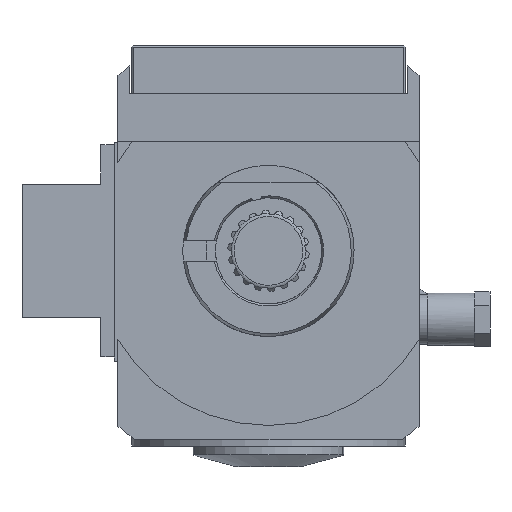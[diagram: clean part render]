
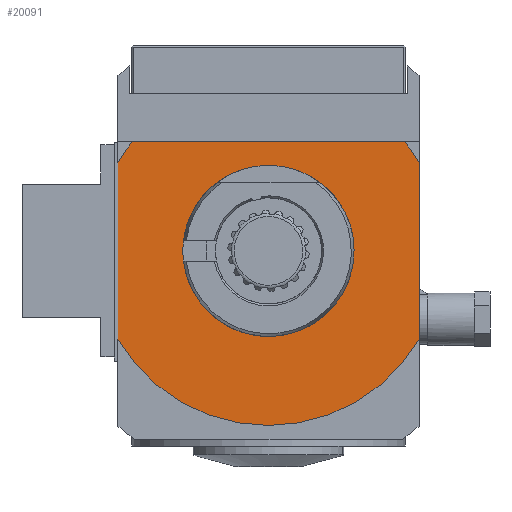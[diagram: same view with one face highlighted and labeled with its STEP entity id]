
A CAD part, front view. The second image highlights one B-rep face of the part: STEP entity #20091.
In plain terms, the highlighted planar face has unit normal (0, -1, 0).
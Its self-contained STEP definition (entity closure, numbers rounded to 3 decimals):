
#1118 = DIRECTION ( 'NONE',  ( 0., 0., -1. ) ) ;
#2049 = ORIENTED_EDGE ( 'NONE', *, *, #6298, .F. ) ;
#2100 = AXIS2_PLACEMENT_3D ( 'NONE', #39151, #18862, #2446 ) ;
#2286 = DIRECTION ( 'NONE',  ( 0., 0., -1. ) ) ;
#2355 = CARTESIAN_POINT ( 'NONE',  ( -24.656, -1., 0. ) ) ;
#2446 = DIRECTION ( 'NONE',  ( 1., 0., 0. ) ) ;
#3145 = CIRCLE ( 'NONE', #34962, 51. ) ;
#3302 = CARTESIAN_POINT ( 'NONE',  ( 0., -1., 0. ) ) ;
#5404 = DIRECTION ( 'NONE',  ( 0., 1., 0. ) ) ;
#5503 = ORIENTED_EDGE ( 'NONE', *, *, #6533, .F. ) ;
#5595 = LINE ( 'NONE', #32604, #9311 ) ;
#6298 = EDGE_CURVE ( 'NONE', #27508, #35579, #27186, .T. ) ;
#6533 = EDGE_CURVE ( 'NONE', #10401, #13877, #3145, .T. ) ;
#7225 = CARTESIAN_POINT ( 'NONE',  ( -44., -1., 25.788 ) ) ;
#9264 = VERTEX_POINT ( 'NONE', #2355 ) ;
#9311 = VECTOR ( 'NONE', #2286, 1000. ) ;
#9351 = FACE_OUTER_BOUND ( 'NONE', #20108, .T. ) ;
#10401 = VERTEX_POINT ( 'NONE', #22630 ) ;
#11056 = DIRECTION ( 'NONE',  ( 0., -1., 0. ) ) ;
#11432 = CIRCLE ( 'NONE', #20617, 51. ) ;
#12557 = CARTESIAN_POINT ( 'NONE',  ( -27.15, -1., 32. ) ) ;
#12647 = FACE_BOUND ( 'NONE', #38504, .T. ) ;
#13877 = VERTEX_POINT ( 'NONE', #33103 ) ;
#14863 = DIRECTION ( 'NONE',  ( 1., 0., 0. ) ) ;
#15686 = DIRECTION ( 'NONE',  ( -1., 0., 0. ) ) ;
#16534 = AXIS2_PLACEMENT_3D ( 'NONE', #16888, #11056, #30385 ) ;
#16888 = CARTESIAN_POINT ( 'NONE',  ( 0., -1., 0. ) ) ;
#17089 = ORIENTED_EDGE ( 'NONE', *, *, #21524, .F. ) ;
#18649 = PLANE ( 'NONE',  #2100 ) ;
#18862 = DIRECTION ( 'NONE',  ( 0., 1., 0. ) ) ;
#18933 = DIRECTION ( 'NONE',  ( 1., 0., 0. ) ) ;
#20091 = ADVANCED_FACE ( 'Defeature completata1_85', ( #9351, #12647 ), #18649, .F. ) ;
#20108 = EDGE_LOOP ( 'NONE', ( #5503, #24566, #26631, #24301, #2049, #17089 ) ) ;
#20414 = CARTESIAN_POINT ( 'NONE',  ( 44., -1., -25.788 ) ) ;
#20617 = AXIS2_PLACEMENT_3D ( 'NONE', #3302, #23246, #36940 ) ;
#20631 = LINE ( 'NONE', #34344, #22625 ) ;
#21021 = EDGE_CURVE ( 'NONE', #37089, #35579, #20631, .T. ) ;
#21524 = EDGE_CURVE ( 'NONE', #13877, #27508, #5595, .T. ) ;
#21637 = EDGE_CURVE ( 'NONE', #37089, #41926, #11432, .T. ) ;
#21796 = CARTESIAN_POINT ( 'NONE',  ( 0., -1., 0. ) ) ;
#22519 = CARTESIAN_POINT ( 'NONE',  ( -39.711, -1., 32. ) ) ;
#22625 = VECTOR ( 'NONE', #1118, 1000. ) ;
#22630 = CARTESIAN_POINT ( 'NONE',  ( 39.711, -1., 32. ) ) ;
#23246 = DIRECTION ( 'NONE',  ( 0., 1., 0. ) ) ;
#24301 = ORIENTED_EDGE ( 'NONE', *, *, #21021, .T. ) ;
#24566 = ORIENTED_EDGE ( 'NONE', *, *, #37456, .T. ) ;
#26631 = ORIENTED_EDGE ( 'NONE', *, *, #21637, .F. ) ;
#27186 = CIRCLE ( 'NONE', #30710, 51. ) ;
#27508 = VERTEX_POINT ( 'NONE', #20414 ) ;
#28399 = CARTESIAN_POINT ( 'NONE',  ( -44., -1., -25.788 ) ) ;
#29589 = DIRECTION ( 'NONE',  ( 0., 1., 0. ) ) ;
#29811 = CARTESIAN_POINT ( 'NONE',  ( 0., -1., 0. ) ) ;
#30385 = DIRECTION ( 'NONE',  ( -1., 0., 0. ) ) ;
#30710 = AXIS2_PLACEMENT_3D ( 'NONE', #29811, #29589, #14863 ) ;
#32604 = CARTESIAN_POINT ( 'NONE',  ( 44., -1., 0. ) ) ;
#33103 = CARTESIAN_POINT ( 'NONE',  ( 44., -1., 25.788 ) ) ;
#33402 = EDGE_CURVE ( 'NONE', #9264, #9264, #35628, .T. ) ;
#34344 = CARTESIAN_POINT ( 'NONE',  ( -44., -1., 0. ) ) ;
#34962 = AXIS2_PLACEMENT_3D ( 'NONE', #21796, #5404, #18933 ) ;
#35579 = VERTEX_POINT ( 'NONE', #28399 ) ;
#35628 = CIRCLE ( 'NONE', #16534, 24.656 ) ;
#36940 = DIRECTION ( 'NONE',  ( 1., 0., 0. ) ) ;
#37089 = VERTEX_POINT ( 'NONE', #7225 ) ;
#37456 = EDGE_CURVE ( 'NONE', #10401, #41926, #42877, .T. ) ;
#38504 = EDGE_LOOP ( 'NONE', ( #38635 ) ) ;
#38635 = ORIENTED_EDGE ( 'NONE', *, *, #33402, .F. ) ;
#39151 = CARTESIAN_POINT ( 'NONE',  ( -27.15, -1., 0. ) ) ;
#41926 = VERTEX_POINT ( 'NONE', #22519 ) ;
#42877 = LINE ( 'NONE', #12557, #43319 ) ;
#43319 = VECTOR ( 'NONE', #15686, 1000. ) ;
